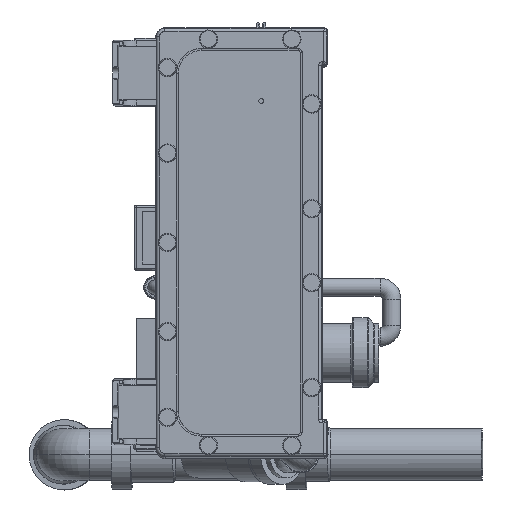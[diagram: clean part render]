
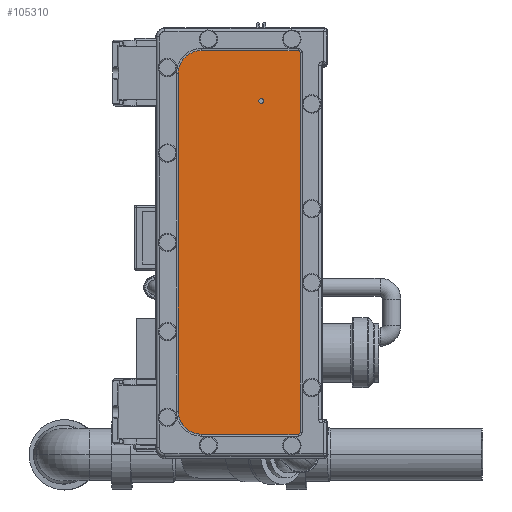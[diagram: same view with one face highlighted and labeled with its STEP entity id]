
A CAD part, top view. The second image highlights one B-rep face of the part: STEP entity #105310.
In plain terms, the highlighted planar face has unit normal (0, 0, 1).
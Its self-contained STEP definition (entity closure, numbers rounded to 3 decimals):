
#34417=CARTESIAN_POINT('',(106.3,145.6,808.));
#34418=DIRECTION('',(0.,0.,1.));
#34419=DIRECTION('',(1.,0.,0.));
#34420=AXIS2_PLACEMENT_3D('',#34417,#34418,#34419);
#34422=CARTESIAN_POINT('',(106.3,-145.6,808.));
#34423=DIRECTION('',(0.,0.,1.));
#34424=DIRECTION('',(0.,-1.,0.));
#34425=AXIS2_PLACEMENT_3D('',#34422,#34423,#34424);
#34427=DIRECTION('',(1.,0.,0.));
#34428=VECTOR('',#34427,74.3);
#34429=CARTESIAN_POINT('',(32.,-147.25,808.));
#34430=LINE('',#34429,#34428);
#34431=CARTESIAN_POINT('',(32.,-129.6,808.));
#34432=DIRECTION('',(0.,0.,1.));
#34433=DIRECTION('',(-1.,0.,0.));
#34434=AXIS2_PLACEMENT_3D('',#34431,#34432,#34433);
#34436=CARTESIAN_POINT('',(32.,129.6,808.));
#34437=DIRECTION('',(0.,0.,1.));
#34438=DIRECTION('',(0.,1.,0.));
#34439=AXIS2_PLACEMENT_3D('',#34436,#34437,#34438);
#34441=DIRECTION('',(-1.,0.,0.));
#34442=VECTOR('',#34441,74.3);
#34443=CARTESIAN_POINT('',(106.3,147.25,808.));
#34444=LINE('',#34443,#34442);
#34445=CARTESIAN_POINT('',(78.,108.5,808.));
#34446=DIRECTION('',(0.,0.,1.));
#34447=DIRECTION('',(0.,-1.,0.));
#34448=AXIS2_PLACEMENT_3D('',#34445,#34446,#34447);
#34450=CARTESIAN_POINT('',(78.,108.5,808.));
#34451=DIRECTION('',(0.,0.,1.));
#34452=DIRECTION('',(0.,1.,0.));
#34453=AXIS2_PLACEMENT_3D('',#34450,#34451,#34452);
#34455=DIRECTION('',(0.,1.,0.));
#34456=VECTOR('',#34455,291.2);
#34457=CARTESIAN_POINT('',(107.95,-145.6,808.));
#34458=LINE('',#34457,#34456);
#34488=DIRECTION('',(0.,-1.,0.));
#34489=VECTOR('',#34488,259.2);
#34490=CARTESIAN_POINT('',(14.35,129.6,808.));
#34491=LINE('',#34490,#34489);
#43252=CARTESIAN_POINT('',(107.95,145.6,808.));
#43253=CARTESIAN_POINT('',(106.3,147.25,808.));
#43254=VERTEX_POINT('',#43252);
#43255=VERTEX_POINT('',#43253);
#43262=CARTESIAN_POINT('',(32.,147.25,808.));
#43263=VERTEX_POINT('',#43262);
#43264=CARTESIAN_POINT('',(14.35,129.6,808.));
#43265=VERTEX_POINT('',#43264);
#43282=CARTESIAN_POINT('',(14.35,-129.6,808.));
#43283=CARTESIAN_POINT('',(32.,-147.25,808.));
#43284=VERTEX_POINT('',#43282);
#43285=VERTEX_POINT('',#43283);
#43290=CARTESIAN_POINT('',(106.3,-147.25,808.));
#43291=VERTEX_POINT('',#43290);
#43292=CARTESIAN_POINT('',(107.95,-145.6,808.));
#43293=VERTEX_POINT('',#43292);
#43362=CARTESIAN_POINT('',(78.,106.5,808.));
#43363=CARTESIAN_POINT('',(78.,110.5,808.));
#43364=VERTEX_POINT('',#43362);
#43365=VERTEX_POINT('',#43363);
#105282=CARTESIAN_POINT('',(-2.2,0.,808.));
#105283=DIRECTION('',(0.,0.,1.));
#105284=DIRECTION('',(0.,-1.,0.));
#105285=AXIS2_PLACEMENT_3D('',#105282,#105283,#105284);
#105286=PLANE('',#105285);
#105287=ORIENTED_EDGE('',*,*,#105272,.F.);
#105289=ORIENTED_EDGE('',*,*,#105288,.F.);
#105291=ORIENTED_EDGE('',*,*,#105290,.F.);
#105293=ORIENTED_EDGE('',*,*,#105292,.F.);
#105295=ORIENTED_EDGE('',*,*,#105294,.F.);
#105297=ORIENTED_EDGE('',*,*,#105296,.F.);
#105299=ORIENTED_EDGE('',*,*,#105298,.F.);
#105301=ORIENTED_EDGE('',*,*,#105300,.F.);
#105302=EDGE_LOOP('',(#105287,#105289,#105291,#105293,#105295,#105297,#105299,
#105301));
#105303=FACE_OUTER_BOUND('',#105302,.F.);
#105305=ORIENTED_EDGE('',*,*,#105304,.T.);
#105307=ORIENTED_EDGE('',*,*,#105306,.T.);
#105308=EDGE_LOOP('',(#105305,#105307));
#105309=FACE_BOUND('',#105308,.F.);
#34421=CIRCLE('',#34420,1.65);
#34426=CIRCLE('',#34425,1.65);
#34435=CIRCLE('',#34434,17.65);
#34440=CIRCLE('',#34439,17.65);
#34449=CIRCLE('',#34448,2.);
#34454=CIRCLE('',#34453,2.);
#105272=EDGE_CURVE('',#43254,#43255,#34421,.T.);
#105288=EDGE_CURVE('',#43293,#43254,#34458,.T.);
#105290=EDGE_CURVE('',#43291,#43293,#34426,.T.);
#105292=EDGE_CURVE('',#43285,#43291,#34430,.T.);
#105294=EDGE_CURVE('',#43284,#43285,#34435,.T.);
#105296=EDGE_CURVE('',#43265,#43284,#34491,.T.);
#105298=EDGE_CURVE('',#43263,#43265,#34440,.T.);
#105300=EDGE_CURVE('',#43255,#43263,#34444,.T.);
#105304=EDGE_CURVE('',#43364,#43365,#34449,.T.);
#105306=EDGE_CURVE('',#43365,#43364,#34454,.T.);
#105310=ADVANCED_FACE('',(#105303,#105309),#105286,.T.);
